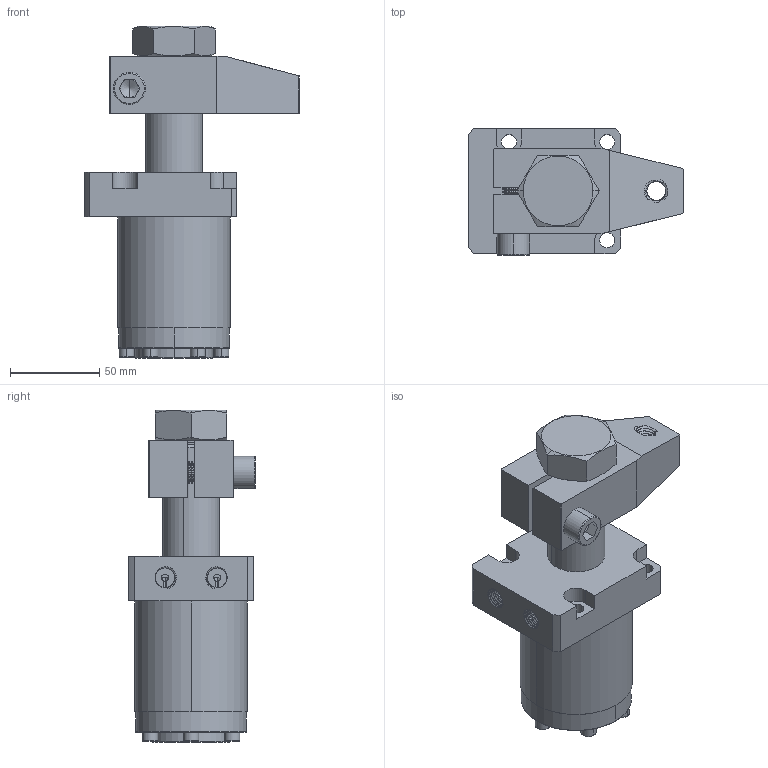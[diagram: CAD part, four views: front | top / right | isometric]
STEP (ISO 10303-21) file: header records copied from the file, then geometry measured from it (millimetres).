
FILE_DESCRIPTION (( 'STEP AP203' ), '1' );
FILE_NAME ('050-D202.STEP', '2013-10-26T09:45:54', ( '微软用户' ), ( '微软中国' ), 'SwSTEP 2.0', 'SolidWorks 2012', '' );
FILE_SCHEMA (( 'CONFIG_CONTROL_DESIGN' ));
Length unit declared in the file: millimetre
Products named in the file (8): 050-D202; socket head cap screw_iso_ISO 4762 M5 x 25 --- 25S; socket head cap screw_iso_ISO 4762 M12 x 45 --- 45S; 050-D202HSG; 050-202YB; 050-202LM; 050-D202HG; 050-D202BT
Assembly tree (12 placements, depth 2):
  050-D202
    050-D202BT
    050-D202HG
    050-202LM
    050-202YB
    050-D202HSG
    socket head cap screw_iso_ISO 4762 M12 x 45 --- 45S
    socket head cap screw_iso_ISO 4762 M5 x 25 --- 25S  x6
Bounding box: 119.9 x 71 x 186 mm (x, y, z)
Volume: 491559.3 mm3; surface area: 121295 mm2
Topology: 12 solids, 12 shells, 1740 faces, 4534 edges, 2827 vertices
Faces by surface type: cone 850, cylinder 632, plane 189, torus 50, bspline 19
Entity records: 35596 total; most frequent: CARTESIAN_POINT 16658, DIRECTION 3940, ORIENTED_EDGE 3812, EDGE_CURVE 1906, AXIS2_PLACEMENT_3D 1599, VERTEX_POINT 1212, CIRCLE 868, EDGE_LOOP 802
